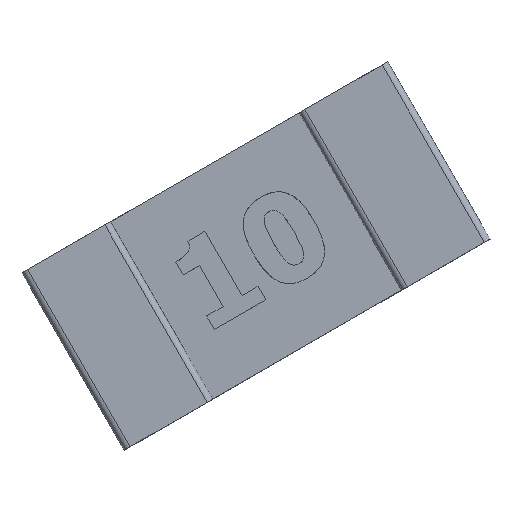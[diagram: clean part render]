
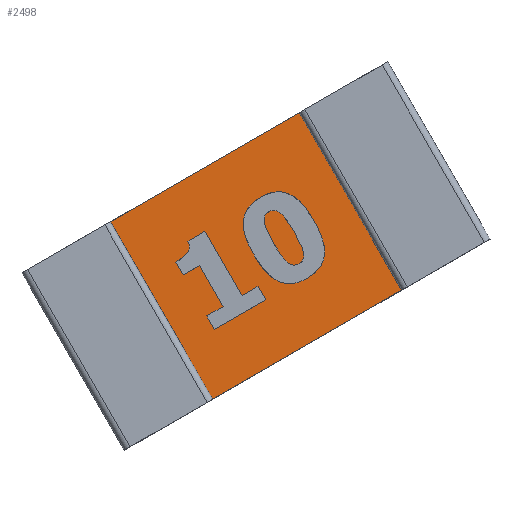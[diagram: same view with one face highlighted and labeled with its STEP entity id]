
A CAD part, top view. The second image highlights one B-rep face of the part: STEP entity #2498.
In plain terms, the highlighted planar face has unit normal (0, 0, 1).
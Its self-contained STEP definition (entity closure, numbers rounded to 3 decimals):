
#106=FACE_OUTER_BOUND('',#248,.T.);
#248=EDGE_LOOP('',(#1661,#1662,#1663,#1664));
#387=LINE('',#3424,#709);
#391=LINE('',#3432,#713);
#394=LINE('',#3438,#716);
#397=LINE('',#3443,#719);
#709=VECTOR('',#2812,10.);
#713=VECTOR('',#2818,10.);
#716=VECTOR('',#2823,10.);
#719=VECTOR('',#2828,10.);
#1031=VERTEX_POINT('',#3422);
#1032=VERTEX_POINT('',#3423);
#1035=VERTEX_POINT('',#3431);
#1037=VERTEX_POINT('',#3437);
#1275=EDGE_CURVE('',#1031,#1032,#387,.T.);
#1279=EDGE_CURVE('',#1035,#1031,#391,.T.);
#1282=EDGE_CURVE('',#1037,#1035,#394,.T.);
#1285=EDGE_CURVE('',#1032,#1037,#397,.T.);
#1661=ORIENTED_EDGE('',*,*,#1285,.F.);
#1662=ORIENTED_EDGE('',*,*,#1275,.F.);
#1663=ORIENTED_EDGE('',*,*,#1279,.F.);
#1664=ORIENTED_EDGE('',*,*,#1282,.F.);
#2378=PLANE('',#2669);
#2498=ADVANCED_FACE('',(#106),#2378,.F.);
#2669=AXIS2_PLACEMENT_3D('',#3446,#2832,#2833);
#2812=DIRECTION('',(0.5,-0.866,0.));
#2818=DIRECTION('',(0.866,0.5,0.));
#2823=DIRECTION('',(-0.5,0.866,0.));
#2828=DIRECTION('',(-0.866,-0.5,0.));
#2832=DIRECTION('center_axis',(0.,0.,
-1.));
#2833=DIRECTION('ref_axis',(-0.866,-0.5,0.));
#3422=CARTESIAN_POINT('',(2.807,0.668,0.55));
#3423=CARTESIAN_POINT('',(3.207,-0.025,0.55));
#3424=CARTESIAN_POINT('',(2.807,0.668,0.55));
#3431=CARTESIAN_POINT('',(1.464,-0.107,0.55));
#3432=CARTESIAN_POINT('',(1.464,-0.107,0.55));
#3437=CARTESIAN_POINT('',(1.864,-0.8,0.55));
#3438=CARTESIAN_POINT('',(1.864,-0.8,0.55));
#3443=CARTESIAN_POINT('',(3.207,-0.025,0.55));
#3446=CARTESIAN_POINT('Origin',(2.336,-0.066,0.55));
